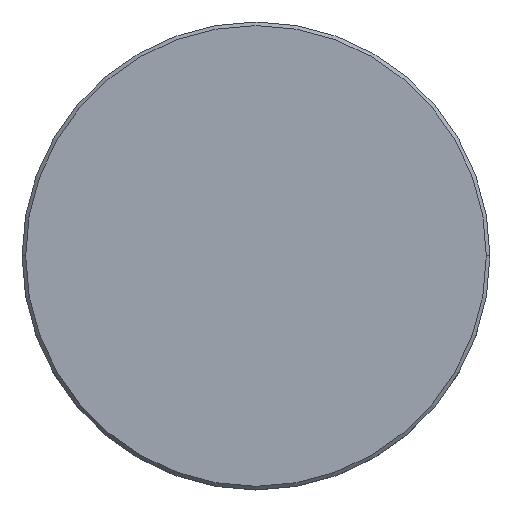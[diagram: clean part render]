
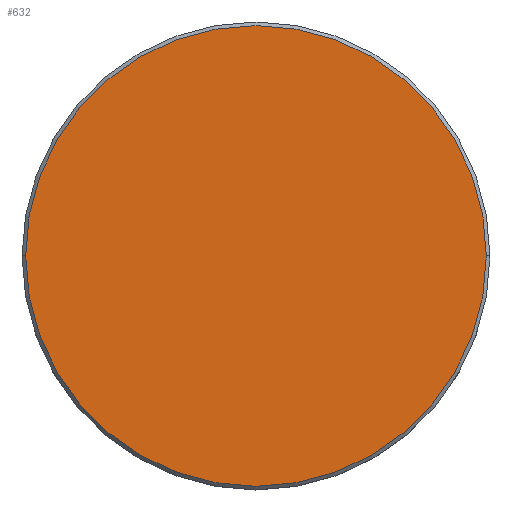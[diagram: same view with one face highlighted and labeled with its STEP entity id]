
A CAD part, top view. The second image highlights one B-rep face of the part: STEP entity #632.
In plain terms, the highlighted planar face has unit normal (0, 0, 1).
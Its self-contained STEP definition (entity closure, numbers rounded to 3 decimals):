
#7 = CIRCLE ( 'NONE', #514, 32. ) ;
#31 = DIRECTION ( 'NONE',  ( 1., 0., 0. ) ) ;
#40 = PLANE ( 'NONE',  #1001 ) ;
#78 = ORIENTED_EDGE ( 'NONE', *, *, #1025, .T. ) ;
#81 = VERTEX_POINT ( 'NONE', #114 ) ;
#96 = DIRECTION ( 'NONE',  ( 1., 0., 0. ) ) ;
#114 = CARTESIAN_POINT ( 'NONE',  ( 32., 0., 0. ) ) ;
#142 = CARTESIAN_POINT ( 'NONE',  ( 0., 0., 0. ) ) ;
#148 = AXIS2_PLACEMENT_3D ( 'NONE', #192, #551, #96 ) ;
#192 = CARTESIAN_POINT ( 'NONE',  ( 0., 0., 0. ) ) ;
#318 = CARTESIAN_POINT ( 'NONE',  ( -32., 0., 0. ) ) ;
#330 = DIRECTION ( 'NONE',  ( 1., 0., 0. ) ) ;
#514 = AXIS2_PLACEMENT_3D ( 'NONE', #667, #857, #31 ) ;
#551 = DIRECTION ( 'NONE',  ( 0., 0., 1. ) ) ;
#632 = ADVANCED_FACE ( 'NONE', ( #864 ), #40, .T. ) ;
#638 = VERTEX_POINT ( 'NONE', #318 ) ;
#667 = CARTESIAN_POINT ( 'NONE',  ( 0., 0., 0. ) ) ;
#743 = CIRCLE ( 'NONE', #148, 32. ) ;
#778 = DIRECTION ( 'NONE',  ( 0., 0., 1. ) ) ;
#857 = DIRECTION ( 'NONE',  ( 0., 0., 1. ) ) ;
#864 = FACE_OUTER_BOUND ( 'NONE', #954, .T. ) ;
#917 = EDGE_CURVE ( 'NONE', #638, #81, #743, .T. ) ;
#954 = EDGE_LOOP ( 'NONE', ( #1074, #78 ) ) ;
#1001 = AXIS2_PLACEMENT_3D ( 'NONE', #142, #778, #330 ) ;
#1025 = EDGE_CURVE ( 'NONE', #81, #638, #7, .T. ) ;
#1074 = ORIENTED_EDGE ( 'NONE', *, *, #917, .T. ) ;
